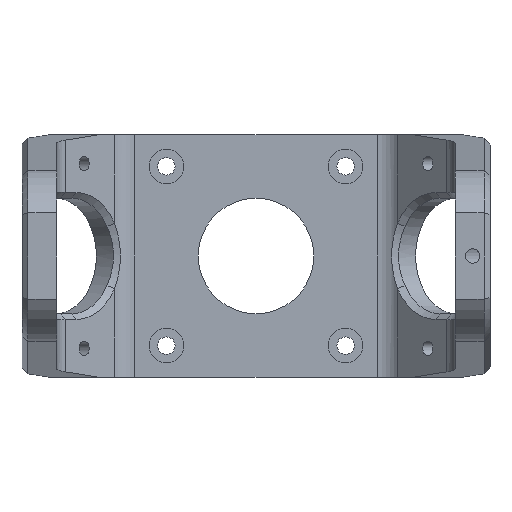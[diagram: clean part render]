
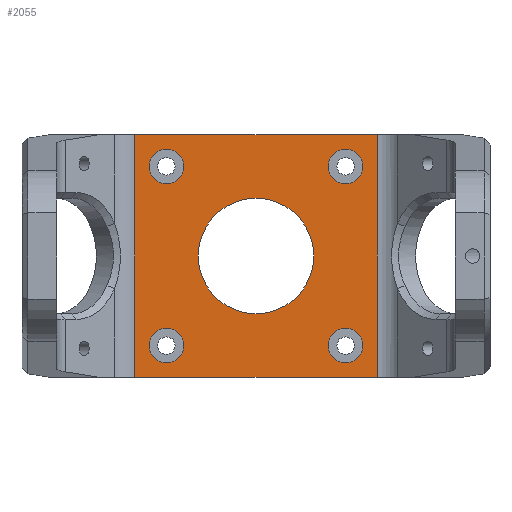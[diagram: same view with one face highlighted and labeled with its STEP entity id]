
A CAD part, front view. The second image highlights one B-rep face of the part: STEP entity #2055.
In plain terms, the highlighted planar face has unit normal (0, -1, 0).
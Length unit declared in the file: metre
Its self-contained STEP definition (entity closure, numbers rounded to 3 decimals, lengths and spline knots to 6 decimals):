
#119=LINE('',#3376,#253);
#120=LINE('',#3379,#254);
#121=LINE('',#3381,#255);
#122=LINE('',#3383,#256);
#253=VECTOR('',#2669,1.);
#254=VECTOR('',#2670,1.);
#255=VECTOR('',#2671,1.);
#256=VECTOR('',#2672,1.);
#327=PLANE('',#2257);
#536=ORIENTED_EDGE('',*,*,#1067,.F.);
#537=ORIENTED_EDGE('',*,*,#1068,.T.);
#538=ORIENTED_EDGE('',*,*,#1069,.T.);
#539=ORIENTED_EDGE('',*,*,#1070,.T.);
#540=ORIENTED_EDGE('',*,*,#1071,.T.);
#541=ORIENTED_EDGE('',*,*,#1072,.T.);
#542=ORIENTED_EDGE('',*,*,#1073,.T.);
#543=ORIENTED_EDGE('',*,*,#1074,.F.);
#544=ORIENTED_EDGE('',*,*,#1075,.T.);
#1067=EDGE_CURVE('',#1326,#1326,#1462,.F.);
#1068=EDGE_CURVE('',#1327,#1327,#1463,.T.);
#1069=EDGE_CURVE('',#1328,#1328,#1464,.T.);
#1070=EDGE_CURVE('',#1329,#1329,#1465,.T.);
#1071=EDGE_CURVE('',#1330,#1330,#1466,.T.);
#1072=EDGE_CURVE('',#1331,#1332,#119,.T.);
#1073=EDGE_CURVE('',#1332,#1333,#120,.F.);
#1074=EDGE_CURVE('',#1334,#1333,#121,.T.);
#1075=EDGE_CURVE('',#1334,#1331,#122,.T.);
#1326=VERTEX_POINT('',#3367);
#1327=VERTEX_POINT('',#3369);
#1328=VERTEX_POINT('',#3371);
#1329=VERTEX_POINT('',#3373);
#1330=VERTEX_POINT('',#3375);
#1331=VERTEX_POINT('',#3377);
#1332=VERTEX_POINT('',#3378);
#1333=VERTEX_POINT('',#3380);
#1334=VERTEX_POINT('',#3382);
#1462=CIRCLE('',#2258,0.01);
#1463=CIRCLE('',#2259,0.003);
#1464=CIRCLE('',#2260,0.003);
#1465=CIRCLE('',#2261,0.003);
#1466=CIRCLE('',#2262,0.003);
#1576=EDGE_LOOP('',(#536));
#1577=EDGE_LOOP('',(#537));
#1578=EDGE_LOOP('',(#538));
#1579=EDGE_LOOP('',(#539));
#1580=EDGE_LOOP('',(#540));
#1581=EDGE_LOOP('',(#541,#542,#543,#544));
#1804=FACE_BOUND('',#1576,.T.);
#1805=FACE_BOUND('',#1577,.T.);
#1806=FACE_BOUND('',#1578,.T.);
#1807=FACE_BOUND('',#1579,.T.);
#1808=FACE_BOUND('',#1580,.T.);
#1809=FACE_BOUND('',#1581,.T.);
#2055=ADVANCED_FACE('',(#1804,#1805,#1806,#1807,#1808,#1809),#327,.F.);
#2257=AXIS2_PLACEMENT_3D('',#3365,#2657,#2658);
#2258=AXIS2_PLACEMENT_3D('',#3366,#2659,#2660);
#2259=AXIS2_PLACEMENT_3D('',#3368,#2661,#2662);
#2260=AXIS2_PLACEMENT_3D('',#3370,#2663,#2664);
#2261=AXIS2_PLACEMENT_3D('',#3372,#2665,#2666);
#2262=AXIS2_PLACEMENT_3D('',#3374,#2667,#2668);
#2657=DIRECTION('',(0.,1.,0.));
#2658=DIRECTION('',(0.,0.,1.));
#2659=DIRECTION('',(0.,1.,0.));
#2660=DIRECTION('',(0.,0.,1.));
#2661=DIRECTION('',(0.,1.,0.));
#2662=DIRECTION('',(0.,0.,1.));
#2663=DIRECTION('',(0.,1.,0.));
#2664=DIRECTION('',(0.,0.,1.));
#2665=DIRECTION('',(0.,1.,0.));
#2666=DIRECTION('',(0.,0.,1.));
#2667=DIRECTION('',(0.,1.,0.));
#2668=DIRECTION('',(0.,0.,1.));
#2669=DIRECTION('',(1.,0.,0.));
#2670=DIRECTION('',(0.,0.,-1.));
#2671=DIRECTION('',(1.,0.,0.));
#2672=DIRECTION('',(0.,0.,-1.));
#3365=CARTESIAN_POINT('',(0.,0.054,0.021));
#3366=CARTESIAN_POINT('',(0.,0.054,0.));
#3367=CARTESIAN_POINT('',(0.,0.054,0.01));
#3368=CARTESIAN_POINT('',(-0.0155,0.054,-0.0155));
#3369=CARTESIAN_POINT('',(-0.0155,0.054,-0.0125));
#3370=CARTESIAN_POINT('',(0.0155,0.054,-0.0155));
#3371=CARTESIAN_POINT('',(0.0155,0.054,-0.0125));
#3372=CARTESIAN_POINT('',(0.0155,0.054,0.0155));
#3373=CARTESIAN_POINT('',(0.0155,0.054,0.0185));
#3374=CARTESIAN_POINT('',(-0.0155,0.054,0.0155));
#3375=CARTESIAN_POINT('',(-0.0155,0.054,0.0185));
#3376=CARTESIAN_POINT('',(0.,0.054,-0.021));
#3377=CARTESIAN_POINT('',(-0.020944,0.054,-0.021));
#3378=CARTESIAN_POINT('',(0.020944,0.054,-0.021));
#3379=CARTESIAN_POINT('',(0.020944,0.054,0.021));
#3380=CARTESIAN_POINT('',(0.020944,0.054,0.021));
#3381=CARTESIAN_POINT('',(0.,0.054,0.021));
#3382=CARTESIAN_POINT('',(-0.020944,0.054,0.021));
#3383=CARTESIAN_POINT('',(-0.020944,0.054,0.021));
